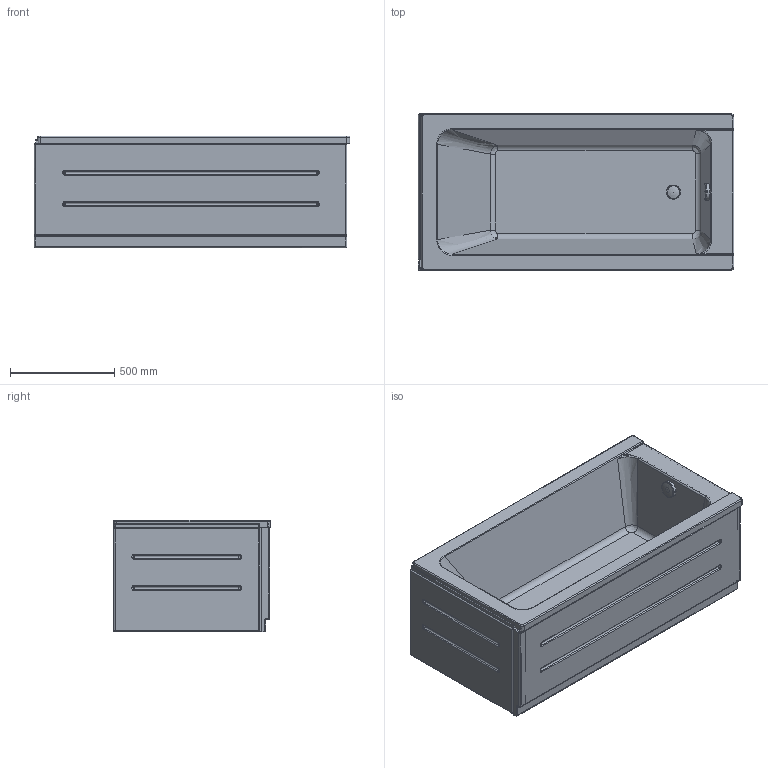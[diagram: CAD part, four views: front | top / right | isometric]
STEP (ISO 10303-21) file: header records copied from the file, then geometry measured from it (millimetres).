
FILE_DESCRIPTION((''),'2;1');
FILE_NAME('700095_1.stp','2012-10-11T14:11:12',('Administrator'),(''),'Autodesk Inventor 2011','Autodesk Inventor 2011','');
FILE_SCHEMA(('CONFIG_CONTROL_DESIGN'));
Length unit declared in the file: millimetre
Products named in the file (9): 700095_1; Panel_750_Links; Panel_1500; Panel_750_Rechts; 700095; Verschluss_Ueberlauf; Stopfen; Kelch
Assembly tree (8 placements, depth 3):
  700095_1
    Panel_750_Links
    Panel_1500
    Panel_750_Rechts
    700095
      700095
      Verschluss_Ueberlauf
      Stopfen
      Kelch
Bounding box: 1515.02 x 750.07 x 536.04 mm (x, y, z)
Volume: 44362928.5 mm3; surface area: 8011429.5 mm2
Topology: 7 solids, 8 shells, 313 faces, 761 edges, 448 vertices
Faces by surface type: cylinder 116, plane 105, torus 35, bspline 30, sphere 24, cone 3
Full cylindrical faces by diameter (mm): 20 x1, 25 x1, 42 x1, 44 x1, 52 x1, 60 x1, 75 x1, 79 x1, 79.999 x1
Entity records: 11169 total; most frequent: CARTESIAN_POINT 3976, DIRECTION 1500, ORIENTED_EDGE 1392, EDGE_CURVE 696, AXIS2_PLACEMENT_3D 569, VERTEX_POINT 430, VECTOR 362, LINE 362
